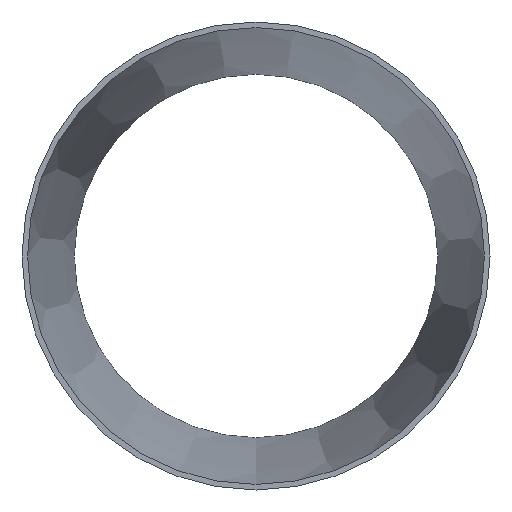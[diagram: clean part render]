
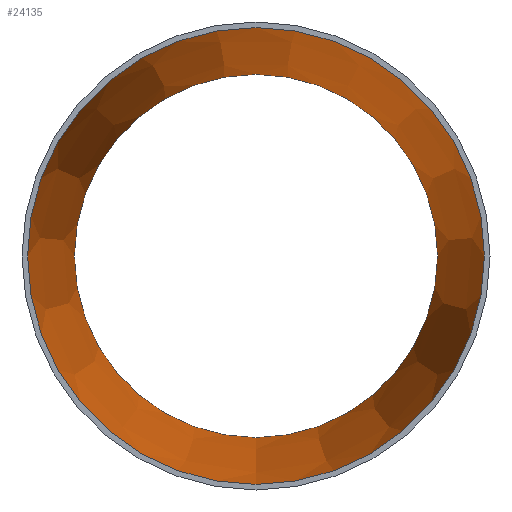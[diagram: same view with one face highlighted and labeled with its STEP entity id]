
A CAD part, front view. The second image highlights one B-rep face of the part: STEP entity #24135.
In plain terms, the highlighted conical face has half-angle 5.711 degrees and reference radius 247.97 mm.
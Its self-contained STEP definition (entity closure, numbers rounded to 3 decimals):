
#1001 = AXIS2_PLACEMENT_3D ( 'NONE', #15513, #14763, #30374 ) ;
#2009 = VERTEX_POINT ( 'NONE', #28589 ) ;
#4237 = EDGE_CURVE ( 'NONE', #17093, #17093, #7759, .T. ) ;
#7759 = CIRCLE ( 'NONE', #36387, 197.17 ) ;
#9310 = EDGE_CURVE ( 'NONE', #2009, #2009, #23017, .T. ) ;
#13437 = ORIENTED_EDGE ( 'NONE', *, *, #9310, .T. ) ;
#14542 = EDGE_LOOP ( 'NONE', ( #35358 ) ) ;
#14763 = DIRECTION ( 'NONE',  ( 0., -1., 0. ) ) ;
#15513 = CARTESIAN_POINT ( 'NONE',  ( 0., 0., 0. ) ) ;
#15548 = DIRECTION ( 'NONE',  ( 0., 0., -1. ) ) ;
#17093 = VERTEX_POINT ( 'NONE', #29107 ) ;
#17544 = FACE_OUTER_BOUND ( 'NONE', #19359, .T. ) ;
#17550 = AXIS2_PLACEMENT_3D ( 'NONE', #33167, #40857, #22148 ) ;
#19359 = EDGE_LOOP ( 'NONE', ( #13437 ) ) ;
#22148 = DIRECTION ( 'NONE',  ( 0., 0., -1. ) ) ;
#23017 = CIRCLE ( 'NONE', #1001, 247.97 ) ;
#24135 = ADVANCED_FACE ( 'NONE', ( #29304, #17544 ), #39617, .F. ) ;
#28589 = CARTESIAN_POINT ( 'NONE',  ( 0., 0., -247.97 ) ) ;
#29107 = CARTESIAN_POINT ( 'NONE',  ( 0., 508., -197.17 ) ) ;
#29304 = FACE_BOUND ( 'NONE', #14542, .T. ) ;
#30374 = DIRECTION ( 'NONE',  ( 0., 0., -1. ) ) ;
#33167 = CARTESIAN_POINT ( 'NONE',  ( 0., 0., 0. ) ) ;
#35042 = CARTESIAN_POINT ( 'NONE',  ( 0., 508., 0. ) ) ;
#35358 = ORIENTED_EDGE ( 'NONE', *, *, #4237, .F. ) ;
#36387 = AXIS2_PLACEMENT_3D ( 'NONE', #35042, #50651, #15548 ) ;
#39617 = CONICAL_SURFACE ( 'NONE', #17550, 247.97, 0.1 ) ;
#40857 = DIRECTION ( 'NONE',  ( 0., -1., 0. ) ) ;
#50651 = DIRECTION ( 'NONE',  ( 0., -1., 0. ) ) ;
